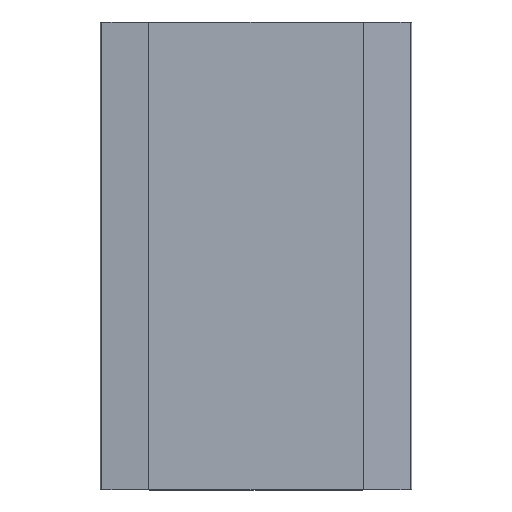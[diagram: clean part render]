
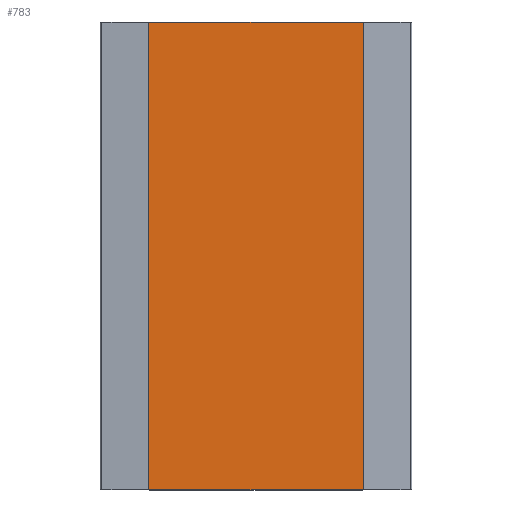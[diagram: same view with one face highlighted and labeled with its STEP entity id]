
A CAD part, top view. The second image highlights one B-rep face of the part: STEP entity #783.
In plain terms, the highlighted planar face has unit normal (0, 0, 1).
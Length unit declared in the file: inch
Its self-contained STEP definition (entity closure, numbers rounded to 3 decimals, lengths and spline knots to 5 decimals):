
#24=CARTESIAN_POINT('',(9.92524,13.09539,0.46));
#25=VERTEX_POINT('',#24);
#42=CARTESIAN_POINT('',(9.92524,7.09539,0.46));
#43=VERTEX_POINT('',#42);
#50=CARTESIAN_POINT('',(9.92524,7.09539,0.46));
#51=DIRECTION('',(0.,1.,0.));
#52=VECTOR('',#51,1.);
#53=LINE('',#50,#52);
#54=EDGE_CURVE('',#43,#25,#53,.T.);
#731=CARTESIAN_POINT('',(12.67928,13.09539,0.46));
#732=VERTEX_POINT('',#731);
#739=CARTESIAN_POINT('',(12.67928,7.09539,0.46));
#740=VERTEX_POINT('',#739);
#741=CARTESIAN_POINT('',(12.67928,7.09539,0.46));
#742=DIRECTION('',(0.,1.,0.));
#743=VECTOR('',#742,1.);
#744=LINE('',#741,#743);
#745=EDGE_CURVE('',#740,#732,#744,.T.);
#762=CARTESIAN_POINT('',(12.67928,13.09539,0.46));
#763=DIRECTION('',(-1.,0.,0.));
#764=VECTOR('',#763,1.);
#765=LINE('',#762,#764);
#766=EDGE_CURVE('',#732,#25,#765,.T.);
#767=ORIENTED_EDGE('',*,*,#766,.T.);
#768=ORIENTED_EDGE('',*,*,#54,.F.);
#769=CARTESIAN_POINT('',(12.67928,7.09539,0.46));
#770=DIRECTION('',(-1.,0.,0.));
#771=VECTOR('',#770,1.);
#772=LINE('',#769,#771);
#773=EDGE_CURVE('',#740,#43,#772,.T.);
#774=ORIENTED_EDGE('',*,*,#773,.F.);
#775=ORIENTED_EDGE('',*,*,#745,.T.);
#776=EDGE_LOOP('',(#767,#768,#774,#775));
#777=FACE_OUTER_BOUND('',#776,.T.);
#778=CARTESIAN_POINT('',(11.30226,7.09539,0.46));
#779=DIRECTION('',(0.,0.,1.));
#780=DIRECTION('',(1.,0.,0.));
#781=AXIS2_PLACEMENT_3D('',#778,#779,#780);
#782=PLANE('',#781);
#783=ADVANCED_FACE('',(#777),#782,.T.);
